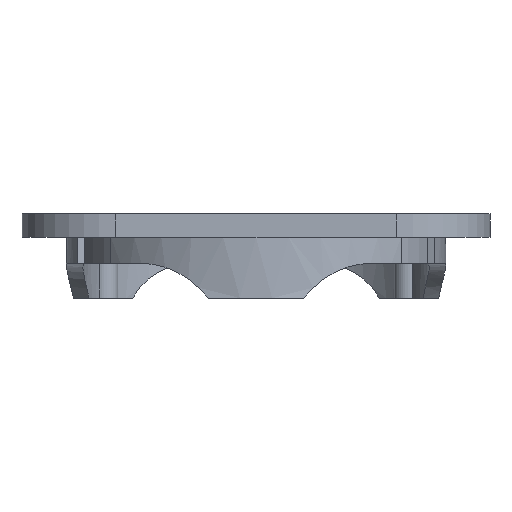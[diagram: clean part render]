
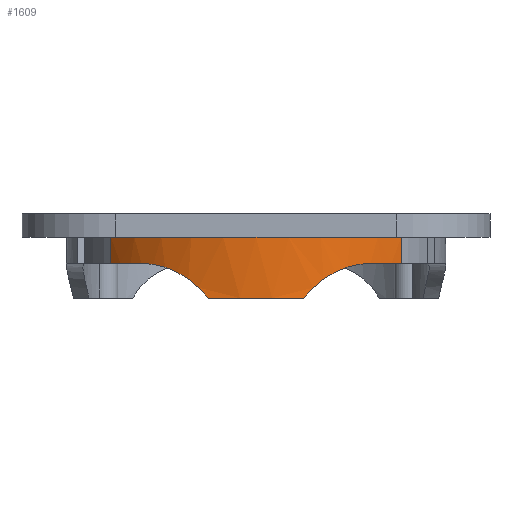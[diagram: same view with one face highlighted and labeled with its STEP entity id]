
A CAD part, front view. The second image highlights one B-rep face of the part: STEP entity #1609.
In plain terms, the highlighted cylindrical face has radius 40.5 mm (diameter 81 mm), a partial arc.
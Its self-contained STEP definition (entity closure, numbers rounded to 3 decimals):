
#25 = EDGE_CURVE ( 'NONE', #2574, #1251, #2631, .T. ) ;
#26 = CARTESIAN_POINT ( 'NONE',  ( 0., 0., 0. ) ) ;
#45 = EDGE_CURVE ( 'NONE', #2003, #1846, #732, .T. ) ;
#52 = DIRECTION ( 'NONE',  ( 1., 0., 0. ) ) ;
#56 = CARTESIAN_POINT ( 'NONE',  ( -10.201, -39.194, -13. ) ) ;
#77 = VERTEX_POINT ( 'NONE', #274 ) ;
#155 = EDGE_CURVE ( 'NONE', #2574, #787, #2058, .T. ) ;
#161 = CARTESIAN_POINT ( 'NONE',  ( 14.753, -37.719, -8.719 ) ) ;
#235 = CARTESIAN_POINT ( 'NONE',  ( -20.412, -34.982, -6.106 ) ) ;
#253 = DIRECTION ( 'NONE',  ( 0., 0., 1. ) ) ;
#274 = CARTESIAN_POINT ( 'NONE',  ( 10.201, -39.194, -13. ) ) ;
#276 = CARTESIAN_POINT ( 'NONE',  ( -20.092, -35.166, -6.194 ) ) ;
#277 = ORIENTED_EDGE ( 'NONE', *, *, #1428, .F. ) ;
#290 = EDGE_CURVE ( 'NONE', #2444, #77, #2618, .T. ) ;
#381 = CARTESIAN_POINT ( 'NONE',  ( 13.866, -38.054, -9.361 ) ) ;
#426 = DIRECTION ( 'NONE',  ( 0., 0., 1. ) ) ;
#431 = CARTESIAN_POINT ( 'NONE',  ( -24.473, -32.269, -5.57 ) ) ;
#442 = CIRCLE ( 'NONE', #1585, 40.5 ) ;
#460 = VECTOR ( 'NONE', #426, 1000. ) ;
#466 = CARTESIAN_POINT ( 'NONE',  ( 31.003, -26.058, -85. ) ) ;
#484 = CARTESIAN_POINT ( 'NONE',  ( -24.473, -32.269, -5.57 ) ) ;
#499 = DIRECTION ( 'NONE',  ( 0., 0., 1. ) ) ;
#522 = CARTESIAN_POINT ( 'NONE',  ( -31.003, -26.058, 0. ) ) ;
#610 = CARTESIAN_POINT ( 'NONE',  ( 20.075, -35.176, -6.198 ) ) ;
#664 = LINE ( 'NONE', #466, #2552 ) ;
#732 = CIRCLE ( 'NONE', #1917, 40.5 ) ;
#774 = ORIENTED_EDGE ( 'NONE', *, *, #1384, .T. ) ;
#787 = VERTEX_POINT ( 'NONE', #431 ) ;
#821 = AXIS2_PLACEMENT_3D ( 'NONE', #1796, #499, #2262 ) ;
#823 = CARTESIAN_POINT ( 'NONE',  ( 19.11, -35.71, -6.505 ) ) ;
#852 = CARTESIAN_POINT ( 'NONE',  ( 15.661, -37.355, -8.124 ) ) ;
#872 = CARTESIAN_POINT ( 'NONE',  ( 31.003, -26.058, 0. ) ) ;
#893 = ORIENTED_EDGE ( 'NONE', *, *, #45, .T. ) ;
#932 = CARTESIAN_POINT ( 'NONE',  ( -16.284, -37.089, -7.765 ) ) ;
#988 = CYLINDRICAL_SURFACE ( 'NONE', #1997, 40.5 ) ;
#991 = DIRECTION ( 'NONE',  ( 0., 0., 1. ) ) ;
#1036 = CARTESIAN_POINT ( 'NONE',  ( 16.276, -37.092, -7.769 ) ) ;
#1075 = DIRECTION ( 'NONE',  ( 0., 0., 1. ) ) ;
#1101 = CARTESIAN_POINT ( 'NONE',  ( 0., 0., -5.57 ) ) ;
#1124 = EDGE_CURVE ( 'NONE', #787, #2444, #2171, .T. ) ;
#1127 = CARTESIAN_POINT ( 'NONE',  ( -13.874, -38.054, -9.342 ) ) ;
#1242 = ORIENTED_EDGE ( 'NONE', *, *, #290, .T. ) ;
#1251 = VERTEX_POINT ( 'NONE', #522 ) ;
#1255 = CARTESIAN_POINT ( 'NONE',  ( 12.168, -38.647, -10.75 ) ) ;
#1274 = CARTESIAN_POINT ( 'NONE',  ( 23.253, -33.195, -5.57 ) ) ;
#1349 = CARTESIAN_POINT ( 'NONE',  ( -17.53, -36.516, -7.134 ) ) ;
#1384 = EDGE_CURVE ( 'NONE', #77, #2003, #2218, .T. ) ;
#1419 = FACE_OUTER_BOUND ( 'NONE', #2688, .T. ) ;
#1428 = EDGE_CURVE ( 'NONE', #1251, #1991, #442, .T. ) ;
#1493 = CARTESIAN_POINT ( 'NONE',  ( 20.398, -34.99, -6.11 ) ) ;
#1585 = AXIS2_PLACEMENT_3D ( 'NONE', #26, #2435, #52 ) ;
#1590 = CARTESIAN_POINT ( 'NONE',  ( -14.467, -37.833, -8.906 ) ) ;
#1606 = CARTESIAN_POINT ( 'NONE',  ( -22.004, -34.034, -5.718 ) ) ;
#1609 = ADVANCED_FACE ( 'NONE', ( #1419 ), #988, .T. ) ;
#1707 = CARTESIAN_POINT ( 'NONE',  ( 19.431, -35.536, -6.397 ) ) ;
#1754 = EDGE_CURVE ( 'NONE', #1846, #1991, #664, .T. ) ;
#1796 = CARTESIAN_POINT ( 'NONE',  ( 0., 0., -5.57 ) ) ;
#1813 = CARTESIAN_POINT ( 'NONE',  ( -19.45, -35.526, -6.39 ) ) ;
#1829 = ORIENTED_EDGE ( 'NONE', *, *, #155, .T. ) ;
#1846 = VERTEX_POINT ( 'NONE', #2023 ) ;
#1866 = CARTESIAN_POINT ( 'NONE',  ( 0., 0., -5.57 ) ) ;
#1914 = CARTESIAN_POINT ( 'NONE',  ( 17.522, -36.52, -7.137 ) ) ;
#1917 = AXIS2_PLACEMENT_3D ( 'NONE', #1101, #1973, #2848 ) ;
#1941 = CARTESIAN_POINT ( 'NONE',  ( 11.132, -38.952, -11.809 ) ) ;
#1953 = DIRECTION ( 'NONE',  ( 1., 0., 0. ) ) ;
#1966 = AXIS2_PLACEMENT_3D ( 'NONE', #2304, #991, #2775 ) ;
#1973 = DIRECTION ( 'NONE',  ( 0., 0., 1. ) ) ;
#1991 = VERTEX_POINT ( 'NONE', #872 ) ;
#1997 = AXIS2_PLACEMENT_3D ( 'NONE', #1866, #1075, #1953 ) ;
#2003 = VERTEX_POINT ( 'NONE', #2213 ) ;
#2007 = ORIENTED_EDGE ( 'NONE', *, *, #1754, .T. ) ;
#2023 = CARTESIAN_POINT ( 'NONE',  ( 31.003, -26.058, -5.57 ) ) ;
#2027 = CARTESIAN_POINT ( 'NONE',  ( -19.126, -35.701, -6.5 ) ) ;
#2042 = CARTESIAN_POINT ( 'NONE',  ( -18.163, -36.206, -6.857 ) ) ;
#2058 = CIRCLE ( 'NONE', #821, 40.5 ) ;
#2085 = ORIENTED_EDGE ( 'NONE', *, *, #25, .F. ) ;
#2126 = CARTESIAN_POINT ( 'NONE',  ( 13.578, -38.157, -9.586 ) ) ;
#2147 = CARTESIAN_POINT ( 'NONE',  ( 24.473, -32.269, -5.57 ) ) ;
#2161 = CARTESIAN_POINT ( 'NONE',  ( 14.453, -37.835, -8.928 ) ) ;
#2171 = B_SPLINE_CURVE_WITH_KNOTS ( 'NONE', 3,
 ( #484, #2682, #1606, #235, #276, #1813, #2027, #2042, #1349, #932, #2440, #1590, #1127, #2452, #2223, #56 ),
 .UNSPECIFIED., .F., .F.,
 ( 4, 2, 2, 2, 2, 2, 2, 4 ),
 ( 0., 0.005, 0.006, 0.007, 0.009, 0.011, 0.014, 0.018 ),
 .UNSPECIFIED. ) ;
#2213 = CARTESIAN_POINT ( 'NONE',  ( 24.473, -32.269, -5.57 ) ) ;
#2218 = B_SPLINE_CURVE_WITH_KNOTS ( 'NONE', 3,
 ( #2776, #1941, #1255, #2126, #381, #2161, #161, #852, #1036, #1914, #2792, #823, #1707, #610, #1493, #2365, #1274, #2147 ),
 .UNSPECIFIED., .F., .F.,
 ( 4, 2, 2, 2, 2, 2, 2, 2, 4 ),
 ( 0., 0.005, 0.006, 0.007, 0.009, 0.011, 0.012, 0.014, 0.018 ),
 .UNSPECIFIED. ) ;
#2223 = CARTESIAN_POINT ( 'NONE',  ( -11.133, -38.952, -11.809 ) ) ;
#2262 = DIRECTION ( 'NONE',  ( 1., 0., 0. ) ) ;
#2304 = CARTESIAN_POINT ( 'NONE',  ( 0., 0., -13. ) ) ;
#2365 = CARTESIAN_POINT ( 'NONE',  ( 22., -34.036, -5.718 ) ) ;
#2435 = DIRECTION ( 'NONE',  ( 0., 0., 1. ) ) ;
#2440 = CARTESIAN_POINT ( 'NONE',  ( -15.67, -37.351, -8.119 ) ) ;
#2444 = VERTEX_POINT ( 'NONE', #2546 ) ;
#2451 = CARTESIAN_POINT ( 'NONE',  ( -31.003, -26.058, -85. ) ) ;
#2452 = CARTESIAN_POINT ( 'NONE',  ( -12.171, -38.647, -10.746 ) ) ;
#2546 = CARTESIAN_POINT ( 'NONE',  ( -10.201, -39.194, -13. ) ) ;
#2552 = VECTOR ( 'NONE', #253, 1000. ) ;
#2574 = VERTEX_POINT ( 'NONE', #2579 ) ;
#2579 = CARTESIAN_POINT ( 'NONE',  ( -31.003, -26.058, -5.57 ) ) ;
#2618 = CIRCLE ( 'NONE', #1966, 40.5 ) ;
#2631 = LINE ( 'NONE', #2451, #460 ) ;
#2670 = ORIENTED_EDGE ( 'NONE', *, *, #1124, .T. ) ;
#2682 = CARTESIAN_POINT ( 'NONE',  ( -23.253, -33.195, -5.57 ) ) ;
#2688 = EDGE_LOOP ( 'NONE', ( #1829, #2670, #1242, #774, #893, #2007, #277, #2085 ) ) ;
#2775 = DIRECTION ( 'NONE',  ( -1., 0., 0. ) ) ;
#2776 = CARTESIAN_POINT ( 'NONE',  ( 10.201, -39.194, -13. ) ) ;
#2792 = CARTESIAN_POINT ( 'NONE',  ( 18.154, -36.211, -6.861 ) ) ;
#2848 = DIRECTION ( 'NONE',  ( 1., 0., 0. ) ) ;
